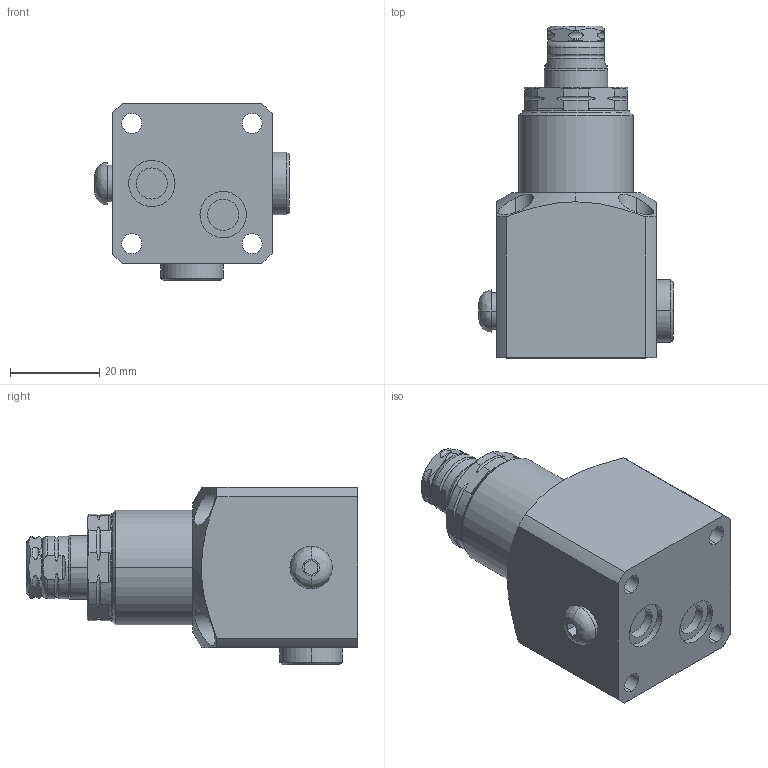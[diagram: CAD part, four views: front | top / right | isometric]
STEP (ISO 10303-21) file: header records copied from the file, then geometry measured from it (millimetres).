
FILE_DESCRIPTION((''),'2;1');
FILE_NAME('ILCMV41080620','2020-03-20T',('Mjust'),(''),'PRO/ENGINEER BY PARAMETRIC TECHNOLOGY CORPORATION, 2017170','PRO/ENGINEER BY PARAMETRIC TECHNOLOGY CORPORATION, 2017170','');
FILE_SCHEMA(('AUTOMOTIVE_DESIGN { 1 0 10303 214 1 1 1 1 }'));
Length unit declared in the file: millimetre
Products named in the file (1): ILCMV41080620
Bounding box: 43.59 x 74.42 x 39.81 mm (x, y, z)
Volume: 57424 mm3; surface area: 12772.3 mm2
Topology: 1 solids, 1 shells, 287 faces, 735 edges, 478 vertices
Faces by surface type: plane 155, cylinder 82, cone 26, torus 22, bspline 2
Entity records: 12352 total; most frequent: CARTESIAN_POINT 3104, ORIENTED_EDGE 1470, DIRECTION 1407, PRESENTATION_STYLE_ASSIGNMENT 736, STYLED_ITEM 736, CURVE_STYLE 735, EDGE_CURVE 735, AXIS2_PLACEMENT_3D 479
